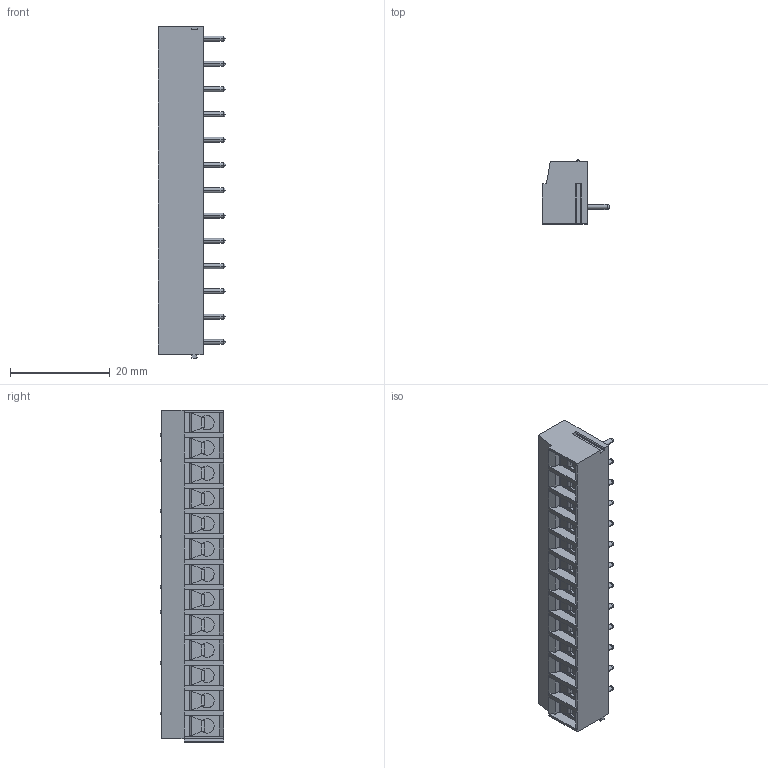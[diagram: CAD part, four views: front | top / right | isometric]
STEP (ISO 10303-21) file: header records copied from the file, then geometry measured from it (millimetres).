
FILE_DESCRIPTION((''),'2;1');
FILE_NAME('PRT0053','2024-12-10T',('yanfa'),(''),'PRO/ENGINEER BY PARAMETRIC TECHNOLOGY CORPORATION, 2009280','PRO/ENGINEER BY PARAMETRIC TECHNOLOGY CORPORATION, 2009280','');
FILE_SCHEMA(('AUTOMOTIVE_DESIGN_CC2 { 1 2 10303 214 -1 1 5 2 }'));
Length unit declared in the file: millimetre
Products named in the file (1): PRT0053
Bounding box: 13.5 x 12.8 x 66.73 mm (x, y, z)
Volume: 6015.1 mm3; surface area: 4838.3 mm2
Topology: 1 solids, 1 shells, 753 faces, 1954 edges, 1221 vertices
Faces by surface type: plane 393, cylinder 240, cone 52, sphere 42, torus 26
Entity records: 23004 total; most frequent: CARTESIAN_POINT 4666, ORIENTED_EDGE 3824, DIRECTION 3800, EDGE_CURVE 1912, AXIS2_PLACEMENT_3D 1343, VERTEX_POINT 1221, VECTOR 1114, LINE 1114
